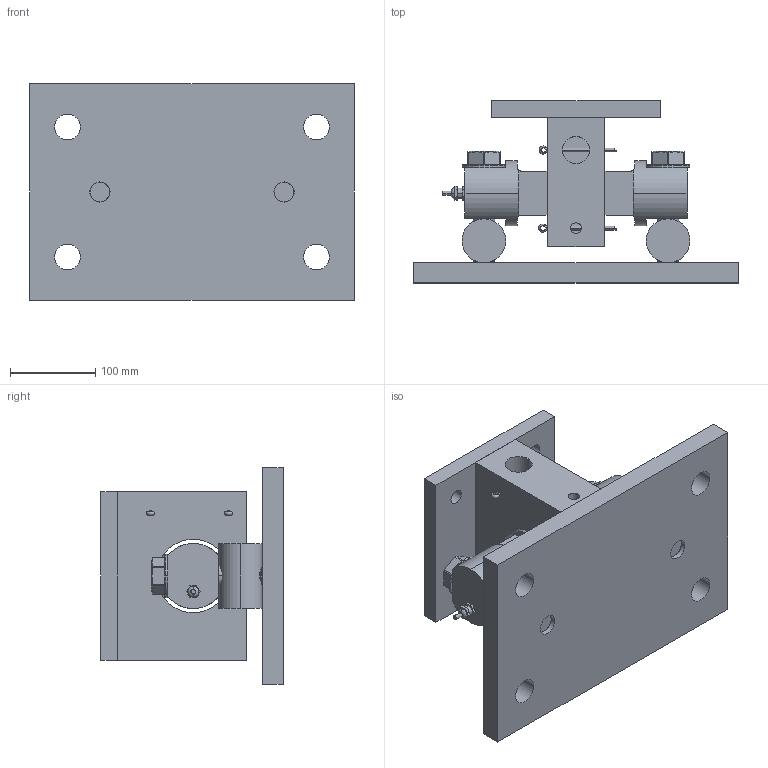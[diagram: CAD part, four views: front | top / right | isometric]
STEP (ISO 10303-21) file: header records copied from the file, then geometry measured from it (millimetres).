
FILE_DESCRIPTION (( 'STEP AP203' ), '1' );
FILE_NAME ('102DSM3-(30-75)Klb.STEP', '2024-11-01T23:04:26', ( '' ), ( '' ), 'SwSTEP 2.0', 'SolidWorks 2023', '' );
FILE_SCHEMA (( 'CONFIG_CONTROL_DESIGN' ));
Length unit declared in the file: millimetre
Products named in the file (14): plate 2^102DSM3-(30-75)kLB; 102DSM3-(30-75)Klb; 102DS-(30-75)klb v2.step; 102DS-(30-75)klb v2; round base^102DSM3-(30-75)kLB; pin 1^102DSM3-(30-75)kLB; plate 1^102DSM3-(30-75)kLB; pin 2^102DSM3-(30-75)kLB; 92141A038_18-8 Stainless Steel Washer_92141A038; 90520A119_1004-1045 Carbon Steel Cotter Pins_90520A119; Connector_3.step; 102DS-(30-75)klb_2.step; 92620A265_Zinc Yellow-Chromate Plated Hex Head Screw_92620A265; Part33^102DSM3-(30-75)kLB
Assembly tree (16 placements, depth 4):
  102DSM3-(30-75)Klb
    plate 2^102DSM3-(30-75)kLB
    102DS-(30-75)klb v2
      102DS-(30-75)klb v2.step
        Connector_3.step
        102DS-(30-75)klb_2.step
    round base^102DSM3-(30-75)kLB
    plate 1^102DSM3-(30-75)kLB
    Part33^102DSM3-(30-75)kLB
    92620A265_Zinc Yellow-Chromate Plated Hex Head Screw_92620A265  x2
    92141A038_18-8 Stainless Steel Washer_92141A038  x2
    90520A119_1004-1045 Carbon Steel Cotter Pins_90520A119  x2
    pin 1^102DSM3-(30-75)kLB
    pin 2^102DSM3-(30-75)kLB
Bounding box: 381 x 213.6 x 254 mm (x, y, z)
Volume: 5899508.5 mm3; surface area: 635270.8 mm2
Topology: 15 solids, 15 shells, 470 faces, 1214 edges, 789 vertices
Faces by surface type: cylinder 255, plane 135, torus 50, cone 22, bspline 8
Entity records: 18781 total; most frequent: CARTESIAN_POINT 9673, ORIENTED_EDGE 1628, DIRECTION 1563, EDGE_CURVE 814, AXIS2_PLACEMENT_3D 610, VERTEX_POINT 532, EDGE_LOOP 366, VECTOR 343
